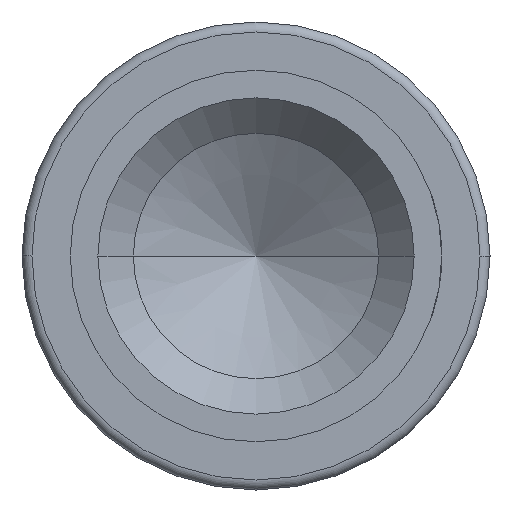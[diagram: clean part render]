
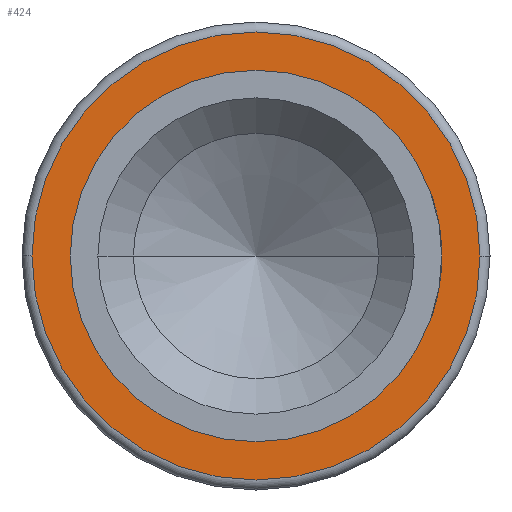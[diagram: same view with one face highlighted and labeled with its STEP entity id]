
A CAD part, front view. The second image highlights one B-rep face of the part: STEP entity #424.
In plain terms, the highlighted planar face has unit normal (0, -1, 0).
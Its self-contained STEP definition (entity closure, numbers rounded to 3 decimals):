
#1=CARTESIAN_POINT('',(0.,0.,0.));
#2=DIRECTION('',(0.,-1.,0.));
#3=DIRECTION('',(1.,0.,0.));
#4=AXIS2_PLACEMENT_3D('',#1,#2,#3);
#35=CARTESIAN_POINT('',(0.,0.,0.));
#36=DIRECTION('',(0.,1.,0.));
#37=DIRECTION('',(-1.,0.,0.));
#38=AXIS2_PLACEMENT_3D('',#35,#36,#37);
#71=CARTESIAN_POINT('',(0.,0.,0.));
#72=DIRECTION('',(0.,-1.,0.));
#73=DIRECTION('',(-1.,0.,0.));
#74=AXIS2_PLACEMENT_3D('',#71,#72,#73);
#190=CARTESIAN_POINT('',(0.,0.,0.));
#191=DIRECTION('',(0.,-1.,0.));
#192=DIRECTION('',(-1.,0.,0.));
#193=AXIS2_PLACEMENT_3D('',#190,#191,#192);
#317=CARTESIAN_POINT('',(-1.31,0.,0.));
#319=VERTEX_POINT('',#317);
#321=CARTESIAN_POINT('',(1.31,0.,0.));
#322=VERTEX_POINT('',#321);
#325=CARTESIAN_POINT('',(-1.58,0.,0.));
#326=CARTESIAN_POINT('',(1.58,0.,0.));
#327=VERTEX_POINT('',#325);
#328=VERTEX_POINT('',#326);
#408=CARTESIAN_POINT('',(0.,0.,0.));
#409=DIRECTION('',(0.,1.,0.));
#410=DIRECTION('',(1.,0.,0.));
#411=AXIS2_PLACEMENT_3D('',#408,#409,#410);
#412=PLANE('',#411);
#414=ORIENTED_EDGE('',*,*,#413,.F.);
#415=ORIENTED_EDGE('',*,*,#398,.F.);
#416=EDGE_LOOP('',(#414,#415));
#417=FACE_OUTER_BOUND('',#416,.F.);
#419=ORIENTED_EDGE('',*,*,#418,.F.);
#421=ORIENTED_EDGE('',*,*,#420,.T.);
#422=EDGE_LOOP('',(#419,#421));
#423=FACE_BOUND('',#422,.F.);
#424=ADVANCED_FACE('',(#417,#423),#412,.F.);
#5=CIRCLE('',#4,1.58);
#39=CIRCLE('',#38,1.31);
#75=CIRCLE('',#74,1.31);
#194=CIRCLE('',#193,1.58);
#398=EDGE_CURVE('',#328,#327,#5,.T.);
#413=EDGE_CURVE('',#327,#328,#194,.T.);
#418=EDGE_CURVE('',#319,#322,#39,.T.);
#420=EDGE_CURVE('',#319,#322,#75,.T.);
